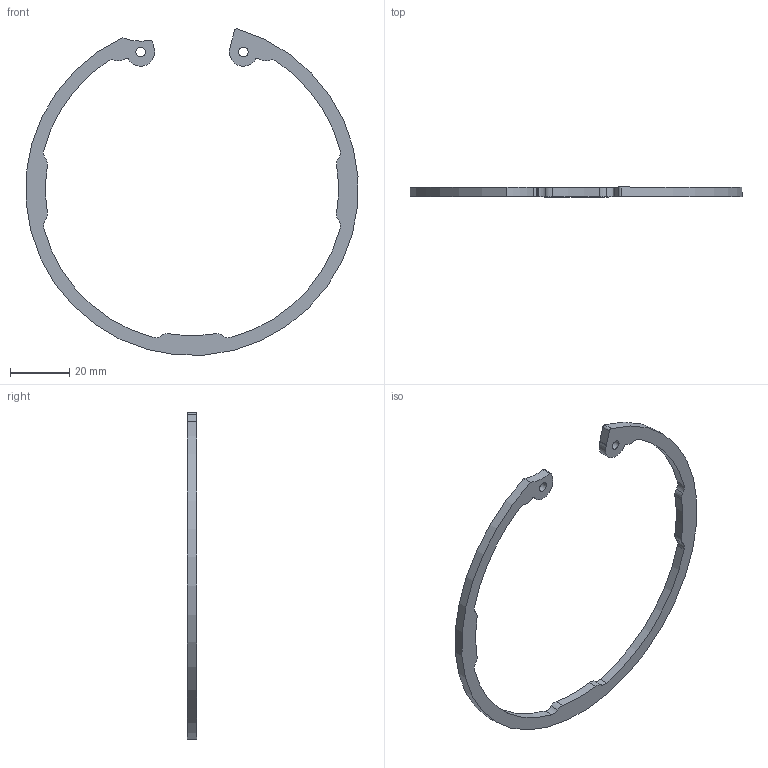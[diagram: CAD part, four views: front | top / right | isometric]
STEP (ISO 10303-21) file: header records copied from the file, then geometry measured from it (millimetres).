
FILE_DESCRIPTION(/* description */ ('RETAINING RING, INTERNAL, 4.25 ID, 302SS '),/* implementation_level */ '2;1');
FILE_NAME(/* name */ 'BD-PRT-0308-0000_RevA.stp',/* time_stamp */ '2021-01-24T09:08:51-05:00',/* author */ ('Jeremy Paulus'),/* organization */ (''),/* preprocessor_version */ 'ST-DEVELOPER v18.1',/* originating_system */ 'Autodesk Inventor 2021',/* authorisation */ '');
FILE_SCHEMA (('AUTOMOTIVE_DESIGN { 1 0 10303 214 3 1 1 }'));
Length unit declared in the file: inch
Products named in the file (1): BD-PRT-0308-0000
Bounding box: 111.64 x 3.17 x 109.72 mm (x, y, z)
Volume: 5122.2 mm3; surface area: 5320.3 mm2
Topology: 1 solids, 1 shells, 41 faces, 121 edges, 82 vertices
Faces by surface type: cylinder 37, plane 4
Full cylindrical faces by diameter (mm): 3.175 x2
Entity records: 1476 total; most frequent: DIRECTION 283, CARTESIAN_POINT 245, ORIENTED_EDGE 242, EDGE_CURVE 121, AXIS2_PLACEMENT_3D 120, VERTEX_POINT 82, CIRCLE 78, EDGE_LOOP 45
